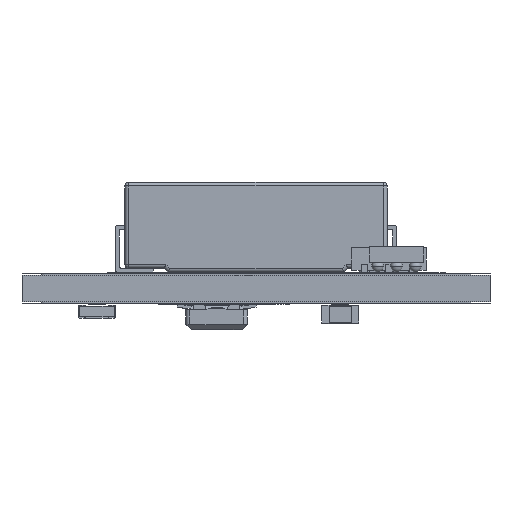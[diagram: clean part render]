
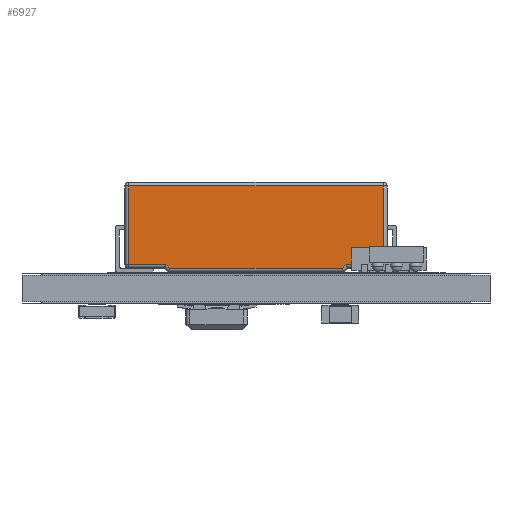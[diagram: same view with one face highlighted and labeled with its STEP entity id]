
A CAD part, front view. The second image highlights one B-rep face of the part: STEP entity #6927.
In plain terms, the highlighted face is planar.
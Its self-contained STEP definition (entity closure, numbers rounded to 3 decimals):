
#6927 = ADVANCED_FACE('',(#6928),#6994,.F.);
#6928 = FACE_BOUND('',#6929,.T.);
#6929 = EDGE_LOOP('',(#6930,#6940,#6948,#6956,#6964,#6972,#6980,#6988));
#6930 = ORIENTED_EDGE('',*,*,#6931,.F.);
#6931 = EDGE_CURVE('',#6932,#6934,#6936,.T.);
#6932 = VERTEX_POINT('',#6933);
#6933 = CARTESIAN_POINT('',(2.309,0.1,-1.15));
#6934 = VERTEX_POINT('',#6935);
#6935 = CARTESIAN_POINT('',(2.409,0.2,-1.15));
#6936 = LINE('',#6937,#6938);
#6937 = CARTESIAN_POINT('',(1.154,-1.054,-1.15));
#6938 = VECTOR('',#6939,1.);
#6939 = DIRECTION('',(0.707,0.707,0.)
  );
#6940 = ORIENTED_EDGE('',*,*,#6941,.T.);
#6941 = EDGE_CURVE('',#6932,#6942,#6944,.T.);
#6942 = VERTEX_POINT('',#6943);
#6943 = CARTESIAN_POINT('',(-2.309,0.1,-1.15));
#6944 = LINE('',#6945,#6946);
#6945 = CARTESIAN_POINT('',(0.,0.1,-1.15));
#6946 = VECTOR('',#6947,1.);
#6947 = DIRECTION('',(-1.,0.,0.));
#6948 = ORIENTED_EDGE('',*,*,#6949,.T.);
#6949 = EDGE_CURVE('',#6942,#6950,#6952,.T.);
#6950 = VERTEX_POINT('',#6951);
#6951 = CARTESIAN_POINT('',(-2.409,0.2,-1.15));
#6952 = LINE('',#6953,#6954);
#6953 = CARTESIAN_POINT('',(-1.154,-1.054,-1.15));
#6954 = VECTOR('',#6955,1.);
#6955 = DIRECTION('',(-0.707,0.707,0.)
  );
#6956 = ORIENTED_EDGE('',*,*,#6957,.T.);
#6957 = EDGE_CURVE('',#6950,#6958,#6960,.T.);
#6958 = VERTEX_POINT('',#6959);
#6959 = CARTESIAN_POINT('',(-3.4,0.2,-1.15));
#6960 = LINE('',#6961,#6962);
#6961 = CARTESIAN_POINT('',(0.,0.2,-1.15));
#6962 = VECTOR('',#6963,1.);
#6963 = DIRECTION('',(-1.,0.,0.));
#6964 = ORIENTED_EDGE('',*,*,#6965,.F.);
#6965 = EDGE_CURVE('',#6966,#6958,#6968,.T.);
#6966 = VERTEX_POINT('',#6967);
#6967 = CARTESIAN_POINT('',(-3.4,2.3,-1.15));
#6968 = LINE('',#6969,#6970);
#6969 = CARTESIAN_POINT('',(-3.4,0.1,-1.15));
#6970 = VECTOR('',#6971,1.);
#6971 = DIRECTION('',(0.,-1.,0.));
#6972 = ORIENTED_EDGE('',*,*,#6973,.F.);
#6973 = EDGE_CURVE('',#6974,#6966,#6976,.T.);
#6974 = VERTEX_POINT('',#6975);
#6975 = CARTESIAN_POINT('',(3.4,2.3,-1.15));
#6976 = LINE('',#6977,#6978);
#6977 = CARTESIAN_POINT('',(3.5,2.3,-1.15));
#6978 = VECTOR('',#6979,1.);
#6979 = DIRECTION('',(-1.,0.,0.));
#6980 = ORIENTED_EDGE('',*,*,#6981,.T.);
#6981 = EDGE_CURVE('',#6974,#6982,#6984,.T.);
#6982 = VERTEX_POINT('',#6983);
#6983 = CARTESIAN_POINT('',(3.4,0.2,-1.15));
#6984 = LINE('',#6985,#6986);
#6985 = CARTESIAN_POINT('',(3.4,0.1,-1.15));
#6986 = VECTOR('',#6987,1.);
#6987 = DIRECTION('',(0.,-1.,0.));
#6988 = ORIENTED_EDGE('',*,*,#6989,.T.);
#6989 = EDGE_CURVE('',#6982,#6934,#6990,.T.);
#6990 = LINE('',#6991,#6992);
#6991 = CARTESIAN_POINT('',(0.,0.2,-1.15));
#6992 = VECTOR('',#6993,1.);
#6993 = DIRECTION('',(-1.,0.,0.));
#6994 = PLANE('',#6995);
#6995 = AXIS2_PLACEMENT_3D('',#6996,#6997,#6998);
#6996 = CARTESIAN_POINT('',(0.,0.1,-1.15));
#6997 = DIRECTION('',(0.,0.,1.));
#6998 = DIRECTION('',(1.,0.,0.));
